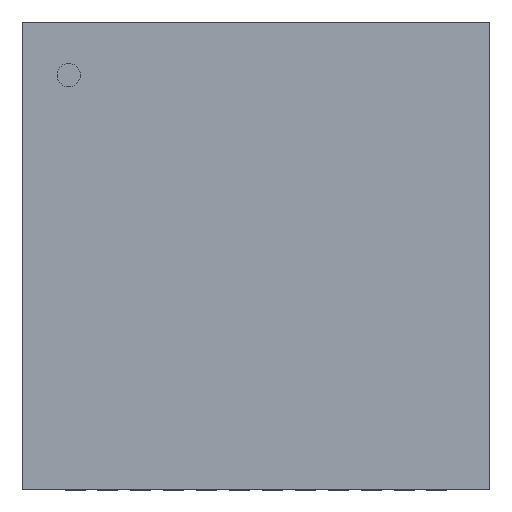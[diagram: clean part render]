
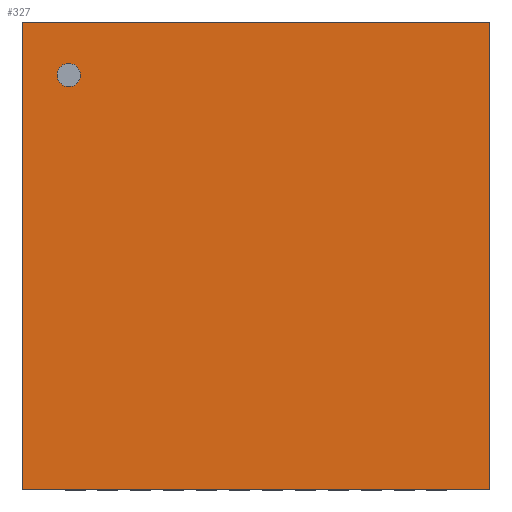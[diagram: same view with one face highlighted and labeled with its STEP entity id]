
A CAD part, top view. The second image highlights one B-rep face of the part: STEP entity #327.
In plain terms, the highlighted planar face has unit normal (0, 0, 1).
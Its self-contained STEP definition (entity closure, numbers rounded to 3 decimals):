
#157 = VERTEX_POINT ( 'NONE', #7974 ) ;
#327 = ADVANCED_FACE ( 'NONE', ( #6543 ), #3861, .T. ) ;
#446 = CARTESIAN_POINT ( 'NONE',  ( 3.556, 3.556, 0.61 ) ) ;
#517 = CARTESIAN_POINT ( 'NONE',  ( 3.556, -3.556, 0.61 ) ) ;
#525 = CARTESIAN_POINT ( 'NONE',  ( -3.556, -3.556, 0.61 ) ) ;
#617 = DIRECTION ( 'NONE',  ( -1., 0., 0. ) ) ;
#850 = ORIENTED_EDGE ( 'NONE', *, *, #8135, .F. ) ;
#1110 = DIRECTION ( 'NONE',  ( 1., 0., 0. ) ) ;
#1800 = ORIENTED_EDGE ( 'NONE', *, *, #6306, .F. ) ;
#2284 = EDGE_CURVE ( 'NONE', #157, #2403, #7799, .T. ) ;
#2385 = AXIS2_PLACEMENT_3D ( 'NONE', #3200, #5757, #8354 ) ;
#2403 = VERTEX_POINT ( 'NONE', #8027 ) ;
#2420 = VECTOR ( 'NONE', #4490, 1000. ) ;
#2422 = VECTOR ( 'NONE', #2452, 1000. ) ;
#2452 = DIRECTION ( 'NONE',  ( 0., -1., 0. ) ) ;
#3064 = VERTEX_POINT ( 'NONE', #7978 ) ;
#3200 = CARTESIAN_POINT ( 'NONE',  ( -3.556, -3.556, 0.61 ) ) ;
#3450 = CARTESIAN_POINT ( 'NONE',  ( -3.556, 3.556, 0.61 ) ) ;
#3849 = CARTESIAN_POINT ( 'NONE',  ( -3.556, 3.556, 0.61 ) ) ;
#3861 = PLANE ( 'NONE',  #2385 ) ;
#3935 = EDGE_LOOP ( 'NONE', ( #850, #7464, #5749, #1800 ) ) ;
#4010 = EDGE_CURVE ( 'NONE', #2403, #6651, #4344, .T. ) ;
#4152 = LINE ( 'NONE', #517, #2422 ) ;
#4344 = LINE ( 'NONE', #3849, #2420 ) ;
#4490 = DIRECTION ( 'NONE',  ( 0., 1., 0. ) ) ;
#4808 = VECTOR ( 'NONE', #1110, 1000. ) ;
#5749 = ORIENTED_EDGE ( 'NONE', *, *, #2284, .F. ) ;
#5757 = DIRECTION ( 'NONE',  ( 0., 0., 1. ) ) ;
#6306 = EDGE_CURVE ( 'NONE', #3064, #157, #4152, .T. ) ;
#6498 = LINE ( 'NONE', #446, #4808 ) ;
#6543 = FACE_OUTER_BOUND ( 'NONE', #3935, .T. ) ;
#6651 = VERTEX_POINT ( 'NONE', #3450 ) ;
#7464 = ORIENTED_EDGE ( 'NONE', *, *, #4010, .F. ) ;
#7585 = VECTOR ( 'NONE', #617, 1000. ) ;
#7799 = LINE ( 'NONE', #525, #7585 ) ;
#7974 = CARTESIAN_POINT ( 'NONE',  ( 3.556, -3.556, 0.61 ) ) ;
#7978 = CARTESIAN_POINT ( 'NONE',  ( 3.556, 3.556, 0.61 ) ) ;
#8027 = CARTESIAN_POINT ( 'NONE',  ( -3.556, -3.556, 0.61 ) ) ;
#8135 = EDGE_CURVE ( 'NONE', #6651, #3064, #6498, .T. ) ;
#8354 = DIRECTION ( 'NONE',  ( 1., 0., 0. ) ) ;
